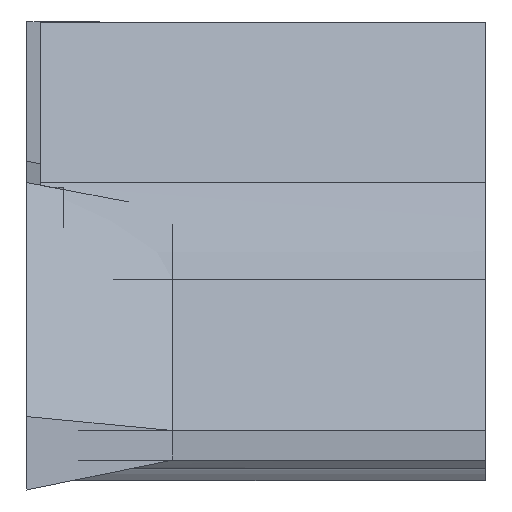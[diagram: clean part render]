
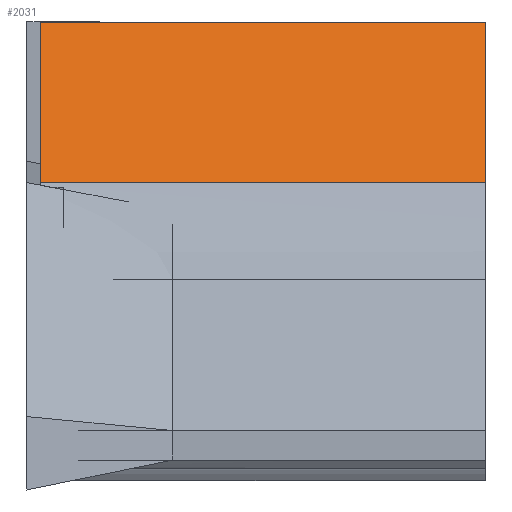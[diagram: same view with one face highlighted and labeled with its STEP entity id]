
A CAD part, left-side view. The second image highlights one B-rep face of the part: STEP entity #2031.
In plain terms, the highlighted planar face has unit normal (-0.616, 0, 0.788).
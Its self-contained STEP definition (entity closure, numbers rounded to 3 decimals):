
#192 = CARTESIAN_POINT ( 'NONE',  ( 6.557, -10., -13.498 ) ) ;
#292 = LINE ( 'NONE', #1893, #1504 ) ;
#348 = CARTESIAN_POINT ( 'NONE',  ( 6.557, -0.3, -13.498 ) ) ;
#463 = DIRECTION ( 'NONE',  ( 0., -1., 0. ) ) ;
#681 = AXIS2_PLACEMENT_3D ( 'NONE', #807, #1008, #1038 ) ;
#705 = ORIENTED_EDGE ( 'NONE', *, *, #2371, .F. ) ;
#807 = CARTESIAN_POINT ( 'NONE',  ( 49.432, 126.869, 20. ) ) ;
#849 = DIRECTION ( 'NONE',  ( -0.788, 0., -0.616 ) ) ;
#1008 = DIRECTION ( 'NONE',  ( 0.616, 0., -0.788 ) ) ;
#1023 = VECTOR ( 'NONE', #463, 1000. ) ;
#1038 = DIRECTION ( 'NONE',  ( 0.788, 0., 0.616 ) ) ;
#1065 = PLANE ( 'NONE',  #681 ) ;
#1072 = LINE ( 'NONE', #1333, #1023 ) ;
#1164 = CARTESIAN_POINT ( 'NONE',  ( 11.034, -10., -10. ) ) ;
#1186 = ORIENTED_EDGE ( 'NONE', *, *, #2358, .F. ) ;
#1268 = CARTESIAN_POINT ( 'NONE',  ( 11.034, -0.3, -10. ) ) ;
#1333 = CARTESIAN_POINT ( 'NONE',  ( 6.557, 126.869, -13.498 ) ) ;
#1345 = VECTOR ( 'NONE', #849, 1000. ) ;
#1349 = LINE ( 'NONE', #2269, #1345 ) ;
#1369 = VECTOR ( 'NONE', #2104, 1000. ) ;
#1417 = LINE ( 'NONE', #2365, #1369 ) ;
#1504 = VECTOR ( 'NONE', #2226, 1000. ) ;
#1524 = ORIENTED_EDGE ( 'NONE', *, *, #2330, .T. ) ;
#1709 = ORIENTED_EDGE ( 'NONE', *, *, #2349, .T. ) ;
#1893 = CARTESIAN_POINT ( 'NONE',  ( 49.432, -0.3, 20. ) ) ;
#2031 = ADVANCED_FACE ( 'NONE', ( #2039 ), #1065, .F. ) ;
#2039 = FACE_OUTER_BOUND ( 'NONE', #2184, .T. ) ;
#2104 = DIRECTION ( 'NONE',  ( 0., -1., 0. ) ) ;
#2120 = VERTEX_POINT ( 'NONE', #1268 ) ;
#2128 = VERTEX_POINT ( 'NONE', #1164 ) ;
#2184 = EDGE_LOOP ( 'NONE', ( #1709, #1524, #1186, #705 ) ) ;
#2226 = DIRECTION ( 'NONE',  ( -0.788, 0., -0.616 ) ) ;
#2269 = CARTESIAN_POINT ( 'NONE',  ( -0.669, -10., -19.143 ) ) ;
#2315 = VERTEX_POINT ( 'NONE', #192 ) ;
#2330 = EDGE_CURVE ( 'NONE', #2482, #2315, #1072, .T. ) ;
#2349 = EDGE_CURVE ( 'NONE', #2120, #2482, #292, .T. ) ;
#2358 = EDGE_CURVE ( 'NONE', #2128, #2315, #1349, .T. ) ;
#2365 = CARTESIAN_POINT ( 'NONE',  ( 11.034, -10., -10. ) ) ;
#2371 = EDGE_CURVE ( 'NONE', #2120, #2128, #1417, .T. ) ;
#2482 = VERTEX_POINT ( 'NONE', #348 ) ;
